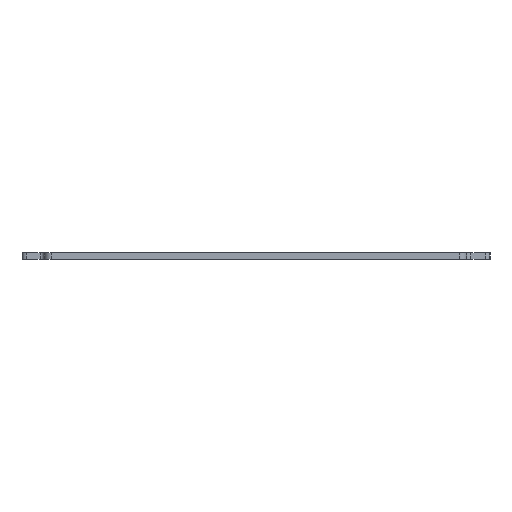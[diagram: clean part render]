
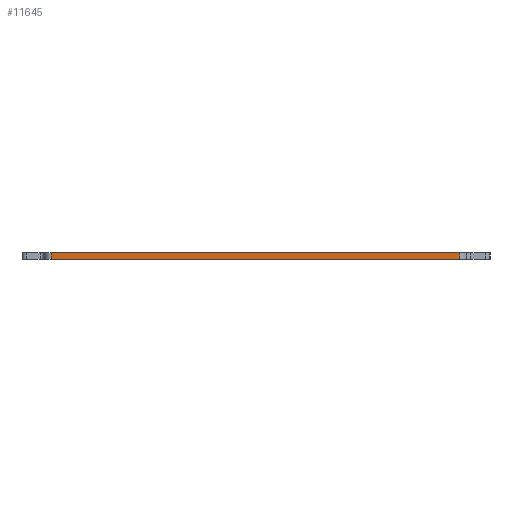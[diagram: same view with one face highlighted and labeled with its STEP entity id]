
A CAD part, left-side view. The second image highlights one B-rep face of the part: STEP entity #11645.
In plain terms, the highlighted planar face has unit normal (-1, 0, 0).
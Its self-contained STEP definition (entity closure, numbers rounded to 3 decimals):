
#431=PLANE('',#12785);
#1001=FACE_OUTER_BOUND('',#1637,.T.);
#1637=EDGE_LOOP('',(#10221,#10222,#10223,#10224));
#1781=LINE('',#16428,#2917);
#2046=LINE('',#17492,#3182);
#2047=LINE('',#17496,#3183);
#2840=LINE('',#19610,#3976);
#2917=VECTOR('',#13009,10.);
#3182=VECTOR('',#13814,10.);
#3183=VECTOR('',#13819,10.);
#3976=VECTOR('',#16198,10.);
#4621=VERTEX_POINT('',#16425);
#4622=VERTEX_POINT('',#16427);
#5151=VERTEX_POINT('',#17490);
#5152=VERTEX_POINT('',#17494);
#5792=EDGE_CURVE('',#4621,#4622,#1781,.T.);
#6325=EDGE_CURVE('',#5151,#4621,#2046,.T.);
#6327=EDGE_CURVE('',#4622,#5152,#2047,.T.);
#7384=EDGE_CURVE('',#5152,#5151,#2840,.T.);
#10221=ORIENTED_EDGE('',*,*,#6325,.F.);
#10222=ORIENTED_EDGE('',*,*,#7384,.F.);
#10223=ORIENTED_EDGE('',*,*,#6327,.F.);
#10224=ORIENTED_EDGE('',*,*,#5792,.F.);
#11645=ADVANCED_FACE('',(#1001),#431,.T.);
#12785=AXIS2_PLACEMENT_3D('',#19609,#16196,#16197);
#13009=DIRECTION('',(0.,1.,0.));
#13814=DIRECTION('',(0.,0.,-1.));
#13819=DIRECTION('',(0.,0.,1.));
#16196=DIRECTION('center_axis',(-1.,0.,0.));
#16197=DIRECTION('ref_axis',(0.,-1.,0.));
#16198=DIRECTION('',(0.,-1.,0.));
#16425=CARTESIAN_POINT('',(-9.499,-84.105,7.44));
#16427=CARTESIAN_POINT('',(-9.499,8.145,7.44));
#16428=CARTESIAN_POINT('',(-9.499,-85.605,7.44));
#17490=CARTESIAN_POINT('',(-9.499,-84.105,8.94));
#17492=CARTESIAN_POINT('',(-9.499,-84.105,7.44));
#17494=CARTESIAN_POINT('',(-9.499,8.145,8.94));
#17496=CARTESIAN_POINT('',(-9.499,8.145,7.44));
#19609=CARTESIAN_POINT('Origin',(-9.499,9.645,7.44));
#19610=CARTESIAN_POINT('',(-9.499,-85.605,8.94));
